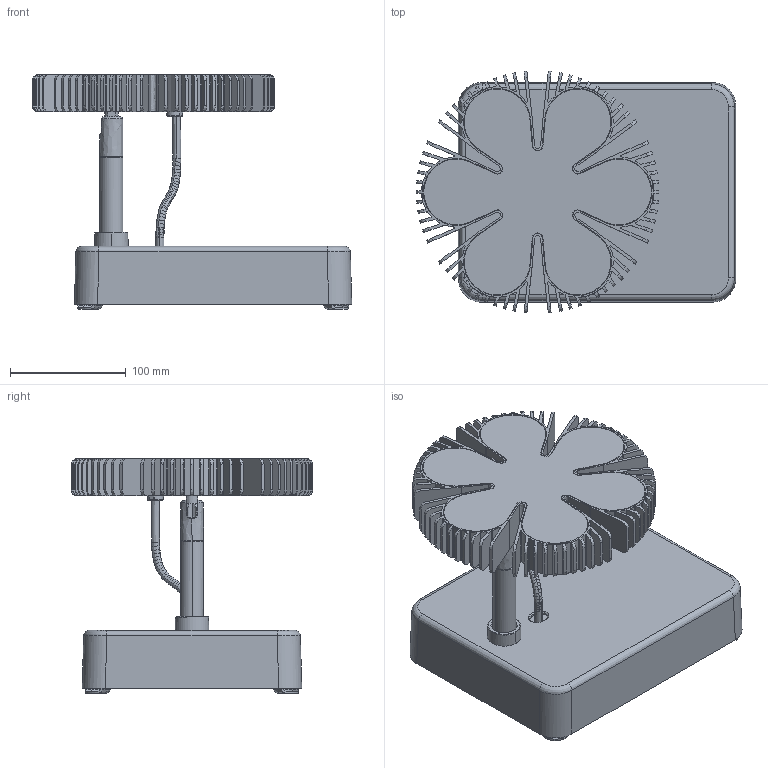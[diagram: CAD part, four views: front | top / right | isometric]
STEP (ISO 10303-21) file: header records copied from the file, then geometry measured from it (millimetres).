
FILE_DESCRIPTION(/* description */ (''),/* implementation_level */ '2;1');
FILE_NAME(/* name */ 'AM00005 LOT RIFLESSIVO PLAF SEMPLIFICATO',/* time_stamp */ '2018-01-31T13:12:06+01:00',/* author */ (''),/* organization */ (''),/* preprocessor_version */ 'ST-DEVELOPER v15',/* originating_system */ '',/* authorisation */ '');
FILE_SCHEMA (('CONFIG_CONTROL_DESIGN'));
Length unit declared in the file: millimetre
Products named in the file (2): Document; Blocco 02
Assembly tree (1 placements, depth 2):
  Document
    Blocco 02
Bounding box: 276.49 x 209.18 x 203 mm (x, y, z)
Volume: 488976.9 mm3; surface area: 540861.7 mm2
Topology: 7 solids, 23 shells, 1232 faces, 3497 edges, 2294 vertices
Faces by surface type: bspline 894, plane 338
Entity records: 63899 total; most frequent: CARTESIAN_POINT 44457, ORIENTED_EDGE 6900, EDGE_CURVE 3480, VERTEX_POINT 2291, B_SPLINE_CURVE_WITH_KNOTS 1706, EDGE_LOOP 1287, ADVANCED_FACE 1230, FACE_OUTER_BOUND 1230
